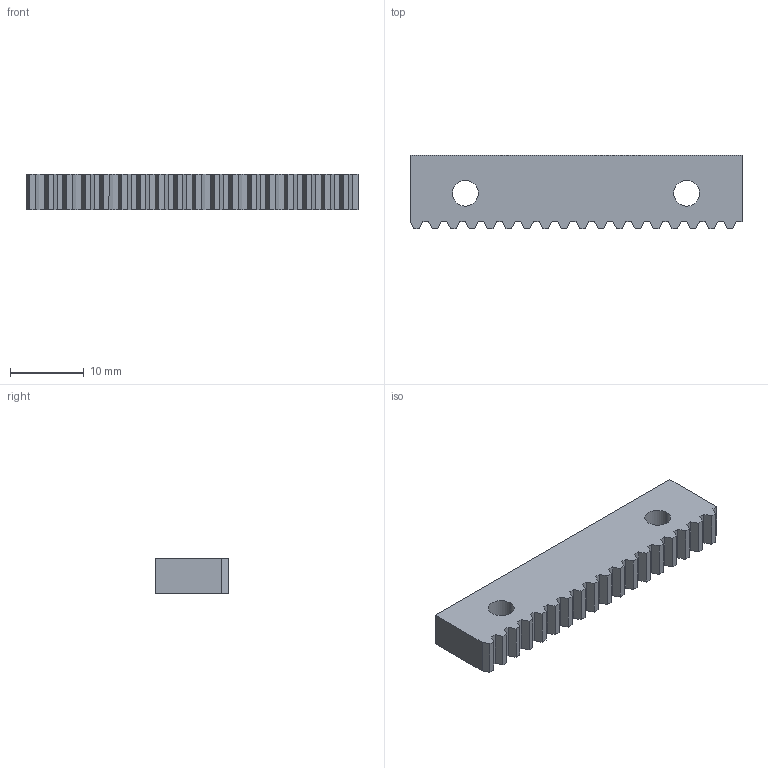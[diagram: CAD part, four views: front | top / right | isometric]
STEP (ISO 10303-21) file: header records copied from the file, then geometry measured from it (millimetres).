
FILE_DESCRIPTION (( 'STEP AP203' ), '1' );
FILE_NAME ('x_belt_stopper.STEP', '2012-11-28T03:54:38', ( 'LVG' ), ( 'MouseComputer PC' ), 'SwSTEP 2.0', 'SolidWorks 2011', '' );
FILE_SCHEMA (( 'CONFIG_CONTROL_DESIGN' ));
Length unit declared in the file: millimetre
Products named in the file (1): x_belt_stopper
Bounding box: 45 x 10 x 4.75 mm (x, y, z)
Volume: 1939.2 mm3; surface area: 1539.7 mm2
Topology: 1 solids, 1 shells, 81 faces, 237 edges, 158 vertices
Faces by surface type: plane 77, cylinder 4
Entity records: 2724 total; most frequent: CARTESIAN_POINT 477, ORIENTED_EDGE 474, DIRECTION 409, EDGE_CURVE 237, VECTOR 229, LINE 229, VERTEX_POINT 158, AXIS2_PLACEMENT_3D 90
